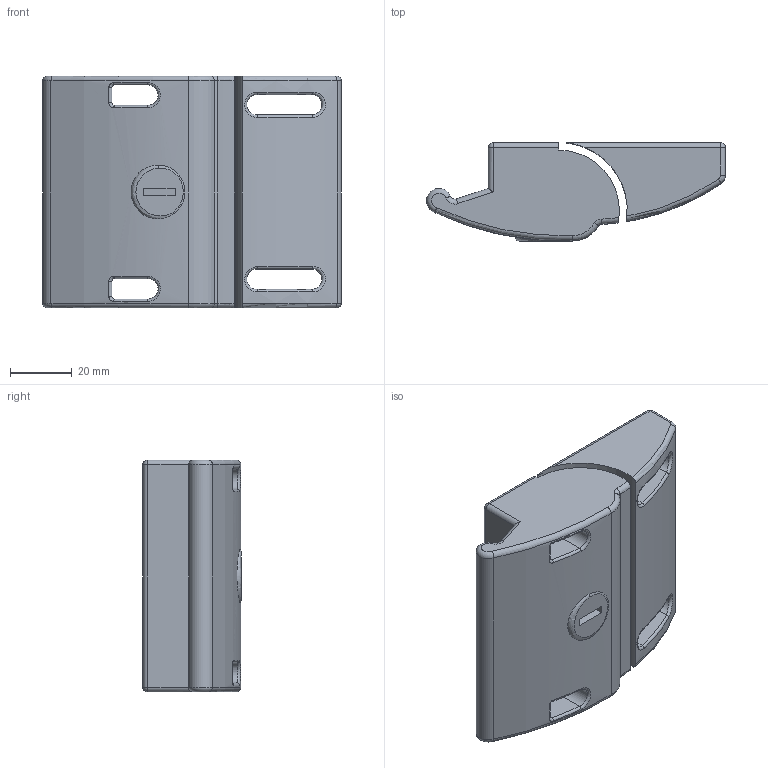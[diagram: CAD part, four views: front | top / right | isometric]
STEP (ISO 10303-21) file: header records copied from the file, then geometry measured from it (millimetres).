
FILE_DESCRIPTION(/* description */ (''),/* implementation_level */ '2;1');
FILE_NAME(/* name */ '15AC7966.stp',/* time_stamp */ '2020-09-10T12:52:34-04:00',/* author */ ('RyderS'),/* organization */ (''),/* preprocessor_version */ 'ST-DEVELOPER v18',/* originating_system */ 'AutoCAD Mechanical',/* authorisation */ '');
FILE_SCHEMA (('AUTOMOTIVE_DESIGN { 1 0 10303 214 3 1 1 }'));
Length unit declared in the file: inch
Products named in the file (1): Product
Bounding box: 96.49 x 31.75 x 74.88 mm (x, y, z)
Volume: 141404.2 mm3; surface area: 29958.2 mm2
Topology: 2 solids, 2 shells, 100 faces, 233 edges, 139 vertices
Faces by surface type: cylinder 34, plane 26, torus 22, bspline 14, sphere 4
Entity records: 3885 total; most frequent: CARTESIAN_POINT 1594, DIRECTION 480, ORIENTED_EDGE 466, EDGE_CURVE 233, AXIS2_PLACEMENT_3D 197, VERTEX_POINT 139, EDGE_LOOP 110, CIRCLE 107
